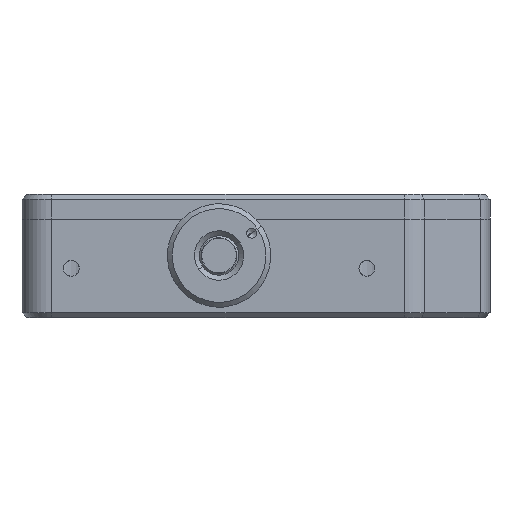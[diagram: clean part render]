
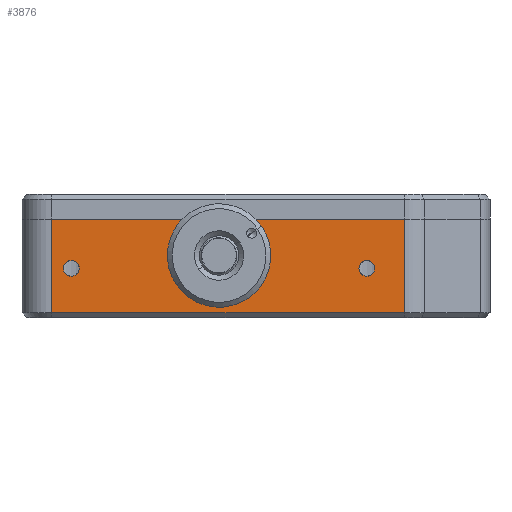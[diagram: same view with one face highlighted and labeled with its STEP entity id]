
A CAD part, front view. The second image highlights one B-rep face of the part: STEP entity #3876.
In plain terms, the highlighted planar face has unit normal (0, -1, 0).
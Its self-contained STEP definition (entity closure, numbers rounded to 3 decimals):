
#5 = VECTOR ( 'NONE', #5330, 1000. ) ;
#36 = AXIS2_PLACEMENT_3D ( 'NONE', #2160, #6158, #2724 ) ;
#49 = VERTEX_POINT ( 'NONE', #5989 ) ;
#77 = ORIENTED_EDGE ( 'NONE', *, *, #4114, .T. ) ;
#133 = EDGE_LOOP ( 'NONE', ( #77, #1713, #5892, #5808 ) ) ;
#136 = EDGE_CURVE ( 'NONE', #2837, #4833, #5155, .T. ) ;
#162 = DIRECTION ( 'NONE',  ( 0., 1., 0. ) ) ;
#221 = DIRECTION ( 'NONE',  ( 0., 0., -1. ) ) ;
#245 = CARTESIAN_POINT ( 'NONE',  ( 14.807, -15.754, 0.8 ) ) ;
#281 = VECTOR ( 'NONE', #2142, 1000. ) ;
#314 = FACE_BOUND ( 'NONE', #5312, .T. ) ;
#567 = CIRCLE ( 'NONE', #36, 0.8 ) ;
#976 = ORIENTED_EDGE ( 'NONE', *, *, #3547, .T. ) ;
#1037 = ORIENTED_EDGE ( 'NONE', *, *, #136, .F. ) ;
#1269 = ORIENTED_EDGE ( 'NONE', *, *, #1767, .T. ) ;
#1329 = AXIS2_PLACEMENT_3D ( 'NONE', #2092, #6091, #2672 ) ;
#1540 = CARTESIAN_POINT ( 'NONE',  ( -15.193, -15.754, 0. ) ) ;
#1580 = LINE ( 'NONE', #5906, #5 ) ;
#1713 = ORIENTED_EDGE ( 'NONE', *, *, #3468, .T. ) ;
#1720 = EDGE_LOOP ( 'NONE', ( #1269, #976 ) ) ;
#1757 = CIRCLE ( 'NONE', #4890, 0.8 ) ;
#1767 = EDGE_CURVE ( 'NONE', #4708, #7382, #3789, .T. ) ;
#1797 = CARTESIAN_POINT ( 'NONE',  ( -2.943, -15.754, 1.3 ) ) ;
#1829 = LINE ( 'NONE', #7232, #281 ) ;
#1855 = EDGE_CURVE ( 'NONE', #4833, #2837, #1757, .T. ) ;
#1862 = FACE_BOUND ( 'NONE', #3508, .T. ) ;
#1925 = VERTEX_POINT ( 'NONE', #245 ) ;
#2092 = CARTESIAN_POINT ( 'NONE',  ( 14.807, -15.754, 0. ) ) ;
#2093 = PLANE ( 'NONE',  #4372 ) ;
#2142 = DIRECTION ( 'NONE',  ( 1., 0., 0. ) ) ;
#2160 = CARTESIAN_POINT ( 'NONE',  ( 14.807, -15.754, 0. ) ) ;
#2234 = AXIS2_PLACEMENT_3D ( 'NONE', #6279, #6434, #7042 ) ;
#2307 = CARTESIAN_POINT ( 'NONE',  ( -15.193, -15.754, 0. ) ) ;
#2486 = VERTEX_POINT ( 'NONE', #2599 ) ;
#2489 = EDGE_CURVE ( 'NONE', #49, #5167, #1829, .T. ) ;
#2493 = CARTESIAN_POINT ( 'NONE',  ( -15.193, -15.754, -0.8 ) ) ;
#2599 = CARTESIAN_POINT ( 'NONE',  ( 18.625, -15.754, -4.5 ) ) ;
#2672 = DIRECTION ( 'NONE',  ( 0., 0., -1. ) ) ;
#2724 = DIRECTION ( 'NONE',  ( 0., 0., -1. ) ) ;
#2790 = VERTEX_POINT ( 'NONE', #3914 ) ;
#2824 = CIRCLE ( 'NONE', #1329, 0.8 ) ;
#2837 = VERTEX_POINT ( 'NONE', #7348 ) ;
#2901 = CARTESIAN_POINT ( 'NONE',  ( 18.625, -15.754, -4.5 ) ) ;
#2937 = DIRECTION ( 'NONE',  ( 0., 0., -1. ) ) ;
#3050 = EDGE_CURVE ( 'NONE', #2486, #5167, #1580, .T. ) ;
#3073 = ORIENTED_EDGE ( 'NONE', *, *, #5918, .F. ) ;
#3361 = FACE_BOUND ( 'NONE', #1720, .T. ) ;
#3468 = EDGE_CURVE ( 'NONE', #5425, #2486, #4759, .T. ) ;
#3508 = EDGE_LOOP ( 'NONE', ( #5687, #3073 ) ) ;
#3547 = EDGE_CURVE ( 'NONE', #7382, #4708, #7071, .T. ) ;
#3602 = CARTESIAN_POINT ( 'NONE',  ( -0.193, -15.754, 1.3 ) ) ;
#3749 = DIRECTION ( 'NONE',  ( 0., -1., 0. ) ) ;
#3789 = CIRCLE ( 'NONE', #2234, 2.75 ) ;
#3817 = DIRECTION ( 'NONE',  ( -1., 0., 0. ) ) ;
#3876 = ADVANCED_FACE ( 'NONE', ( #314, #1862, #3361, #6261 ), #2093, .F. ) ;
#3914 = CARTESIAN_POINT ( 'NONE',  ( 14.807, -15.754, -0.8 ) ) ;
#4114 = EDGE_CURVE ( 'NONE', #49, #5425, #4788, .T. ) ;
#4188 = DIRECTION ( 'NONE',  ( -1., 0., 0. ) ) ;
#4370 = DIRECTION ( 'NONE',  ( 0., 0., -1. ) ) ;
#4372 = AXIS2_PLACEMENT_3D ( 'NONE', #4376, #7237, #3817 ) ;
#4376 = CARTESIAN_POINT ( 'NONE',  ( 19.807, -15.754, 5. ) ) ;
#4620 = VECTOR ( 'NONE', #2937, 1000. ) ;
#4708 = VERTEX_POINT ( 'NONE', #1797 ) ;
#4759 = LINE ( 'NONE', #2901, #7262 ) ;
#4788 = LINE ( 'NONE', #5204, #4620 ) ;
#4833 = VERTEX_POINT ( 'NONE', #2493 ) ;
#4890 = AXIS2_PLACEMENT_3D ( 'NONE', #1540, #3749, #4370 ) ;
#5155 = CIRCLE ( 'NONE', #6421, 0.8 ) ;
#5167 = VERTEX_POINT ( 'NONE', #5311 ) ;
#5204 = CARTESIAN_POINT ( 'NONE',  ( -17.193, -15.754, 5. ) ) ;
#5311 = CARTESIAN_POINT ( 'NONE',  ( 18.625, -15.754, 5. ) ) ;
#5312 = EDGE_LOOP ( 'NONE', ( #7117, #1037 ) ) ;
#5330 = DIRECTION ( 'NONE',  ( 0., 0., 1. ) ) ;
#5383 = EDGE_CURVE ( 'NONE', #2790, #1925, #567, .T. ) ;
#5425 = VERTEX_POINT ( 'NONE', #7275 ) ;
#5436 = AXIS2_PLACEMENT_3D ( 'NONE', #3602, #162, #4188 ) ;
#5687 = ORIENTED_EDGE ( 'NONE', *, *, #5383, .F. ) ;
#5808 = ORIENTED_EDGE ( 'NONE', *, *, #2489, .F. ) ;
#5892 = ORIENTED_EDGE ( 'NONE', *, *, #3050, .T. ) ;
#5906 = CARTESIAN_POINT ( 'NONE',  ( 18.625, -15.754, 5. ) ) ;
#5918 = EDGE_CURVE ( 'NONE', #1925, #2790, #2824, .T. ) ;
#5989 = CARTESIAN_POINT ( 'NONE',  ( -17.193, -15.754, 5. ) ) ;
#6091 = DIRECTION ( 'NONE',  ( 0., -1., 0. ) ) ;
#6158 = DIRECTION ( 'NONE',  ( 0., -1., 0. ) ) ;
#6261 = FACE_OUTER_BOUND ( 'NONE', #133, .T. ) ;
#6279 = CARTESIAN_POINT ( 'NONE',  ( -0.193, -15.754, 1.3 ) ) ;
#6421 = AXIS2_PLACEMENT_3D ( 'NONE', #2307, #6612, #221 ) ;
#6434 = DIRECTION ( 'NONE',  ( 0., 1., 0. ) ) ;
#6453 = CARTESIAN_POINT ( 'NONE',  ( 2.557, -15.754, 1.3 ) ) ;
#6612 = DIRECTION ( 'NONE',  ( 0., -1., 0. ) ) ;
#6905 = DIRECTION ( 'NONE',  ( 1., 0., 0. ) ) ;
#7042 = DIRECTION ( 'NONE',  ( -1., 0., 0. ) ) ;
#7071 = CIRCLE ( 'NONE', #5436, 2.75 ) ;
#7117 = ORIENTED_EDGE ( 'NONE', *, *, #1855, .F. ) ;
#7232 = CARTESIAN_POINT ( 'NONE',  ( 19.807, -15.754, 5. ) ) ;
#7237 = DIRECTION ( 'NONE',  ( 0., 1., 0. ) ) ;
#7262 = VECTOR ( 'NONE', #6905, 1000. ) ;
#7275 = CARTESIAN_POINT ( 'NONE',  ( -17.193, -15.754, -4.5 ) ) ;
#7348 = CARTESIAN_POINT ( 'NONE',  ( -15.193, -15.754, 0.8 ) ) ;
#7382 = VERTEX_POINT ( 'NONE', #6453 ) ;
